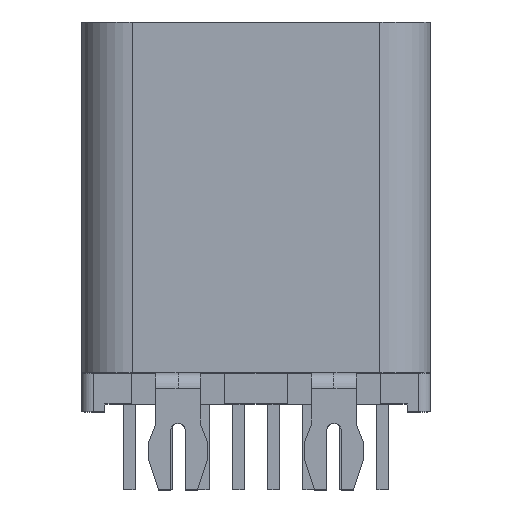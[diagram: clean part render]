
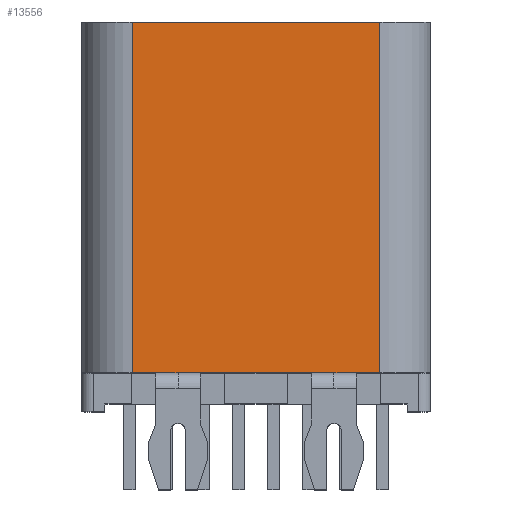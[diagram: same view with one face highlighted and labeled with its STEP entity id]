
A CAD part, top view. The second image highlights one B-rep face of the part: STEP entity #13556.
In plain terms, the highlighted planar face has unit normal (0, 0, 1).
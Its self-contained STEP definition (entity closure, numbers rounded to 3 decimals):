
#244 = CARTESIAN_POINT ( 'NONE',  ( 3.175, 1., 1.58 ) ) ;
#364 = DIRECTION ( 'NONE',  ( -1., 0., 0. ) ) ;
#385 = LINE ( 'NONE', #12438, #7079 ) ;
#500 = DIRECTION ( 'NONE',  ( 0., 0., -1. ) ) ;
#544 = VERTEX_POINT ( 'NONE', #11509 ) ;
#574 = EDGE_CURVE ( 'NONE', #11726, #10058, #2099, .T. ) ;
#636 = VECTOR ( 'NONE', #13619, 1000. ) ;
#710 = DIRECTION ( 'NONE',  ( 1., 0., 0. ) ) ;
#852 = EDGE_CURVE ( 'NONE', #10058, #2112, #13169, .T. ) ;
#972 = DIRECTION ( 'NONE',  ( 0., 1., 0. ) ) ;
#1218 = VECTOR ( 'NONE', #1692, 1000. ) ;
#1285 = DIRECTION ( 'NONE',  ( 1., 0., 0. ) ) ;
#1692 = DIRECTION ( 'NONE',  ( 1., 0., 0. ) ) ;
#1817 = CARTESIAN_POINT ( 'NONE',  ( -3.175, 1., 1.58 ) ) ;
#1954 = LINE ( 'NONE', #10219, #12709 ) ;
#2082 = EDGE_CURVE ( 'NONE', #11726, #7200, #385, .T. ) ;
#2099 = LINE ( 'NONE', #1817, #636 ) ;
#2112 = VERTEX_POINT ( 'NONE', #12346 ) ;
#3071 = CARTESIAN_POINT ( 'NONE',  ( -1.426, 1., 1.58 ) ) ;
#3436 = CARTESIAN_POINT ( 'NONE',  ( -2.574, 1., 1.58 ) ) ;
#3506 = VERTEX_POINT ( 'NONE', #3071 ) ;
#3660 = LINE ( 'NONE', #7974, #1218 ) ;
#3922 = DIRECTION ( 'NONE',  ( 1., 0., 0. ) ) ;
#4058 = CARTESIAN_POINT ( 'NONE',  ( -3.175, 10., 1.58 ) ) ;
#4074 = CARTESIAN_POINT ( 'NONE',  ( 2.574, 1., 1.58 ) ) ;
#4307 = VERTEX_POINT ( 'NONE', #5040 ) ;
#4461 = CARTESIAN_POINT ( 'NONE',  ( -3.175, 1., 1.58 ) ) ;
#4520 = CARTESIAN_POINT ( 'NONE',  ( -3.175, 1., 1.58 ) ) ;
#4852 = EDGE_CURVE ( 'NONE', #3506, #544, #13273, .T. ) ;
#4853 = ORIENTED_EDGE ( 'NONE', *, *, #7338, .T. ) ;
#5020 = DIRECTION ( 'NONE',  ( -1., 0., 0. ) ) ;
#5040 = CARTESIAN_POINT ( 'NONE',  ( 3.175, 1., 1.58 ) ) ;
#5204 = LINE ( 'NONE', #244, #13030 ) ;
#5389 = CARTESIAN_POINT ( 'NONE',  ( -3.175, 1., 1.58 ) ) ;
#5954 = VERTEX_POINT ( 'NONE', #4074 ) ;
#6344 = EDGE_LOOP ( 'NONE', ( #7527, #11124, #12051, #4853, #9852, #12307, #8708, #9913 ) ) ;
#7079 = VECTOR ( 'NONE', #710, 1000. ) ;
#7200 = VERTEX_POINT ( 'NONE', #3436 ) ;
#7338 = EDGE_CURVE ( 'NONE', #7200, #3506, #3660, .T. ) ;
#7527 = ORIENTED_EDGE ( 'NONE', *, *, #852, .F. ) ;
#7720 = EDGE_CURVE ( 'NONE', #4307, #2112, #10444, .T. ) ;
#7974 = CARTESIAN_POINT ( 'NONE',  ( -3.175, 1., 1.58 ) ) ;
#7994 = FACE_OUTER_BOUND ( 'NONE', #6344, .T. ) ;
#8424 = VECTOR ( 'NONE', #1285, 1000. ) ;
#8640 = DIRECTION ( 'NONE',  ( -1., 0., 0. ) ) ;
#8708 = ORIENTED_EDGE ( 'NONE', *, *, #12819, .F. ) ;
#9304 = EDGE_CURVE ( 'NONE', #5954, #544, #1954, .T. ) ;
#9796 = PLANE ( 'NONE',  #10767 ) ;
#9852 = ORIENTED_EDGE ( 'NONE', *, *, #4852, .T. ) ;
#9913 = ORIENTED_EDGE ( 'NONE', *, *, #7720, .T. ) ;
#10058 = VERTEX_POINT ( 'NONE', #12217 ) ;
#10219 = CARTESIAN_POINT ( 'NONE',  ( 3.175, 1., 1.58 ) ) ;
#10444 = LINE ( 'NONE', #12572, #12780 ) ;
#10682 = VECTOR ( 'NONE', #3922, 1000. ) ;
#10767 = AXIS2_PLACEMENT_3D ( 'NONE', #4520, #500, #364 ) ;
#11124 = ORIENTED_EDGE ( 'NONE', *, *, #574, .F. ) ;
#11509 = CARTESIAN_POINT ( 'NONE',  ( 1.426, 1., 1.58 ) ) ;
#11726 = VERTEX_POINT ( 'NONE', #4461 ) ;
#12051 = ORIENTED_EDGE ( 'NONE', *, *, #2082, .T. ) ;
#12217 = CARTESIAN_POINT ( 'NONE',  ( -3.175, 10., 1.58 ) ) ;
#12307 = ORIENTED_EDGE ( 'NONE', *, *, #9304, .F. ) ;
#12346 = CARTESIAN_POINT ( 'NONE',  ( 3.175, 10., 1.58 ) ) ;
#12438 = CARTESIAN_POINT ( 'NONE',  ( -3.175, 1., 1.58 ) ) ;
#12572 = CARTESIAN_POINT ( 'NONE',  ( 3.175, 1., 1.58 ) ) ;
#12709 = VECTOR ( 'NONE', #5020, 1000. ) ;
#12780 = VECTOR ( 'NONE', #972, 1000. ) ;
#12819 = EDGE_CURVE ( 'NONE', #4307, #5954, #5204, .T. ) ;
#13030 = VECTOR ( 'NONE', #8640, 1000. ) ;
#13169 = LINE ( 'NONE', #4058, #10682 ) ;
#13273 = LINE ( 'NONE', #5389, #8424 ) ;
#13556 = ADVANCED_FACE ( 'NONE', ( #7994 ), #9796, .F. ) ;
#13619 = DIRECTION ( 'NONE',  ( 0., 1., 0. ) ) ;
